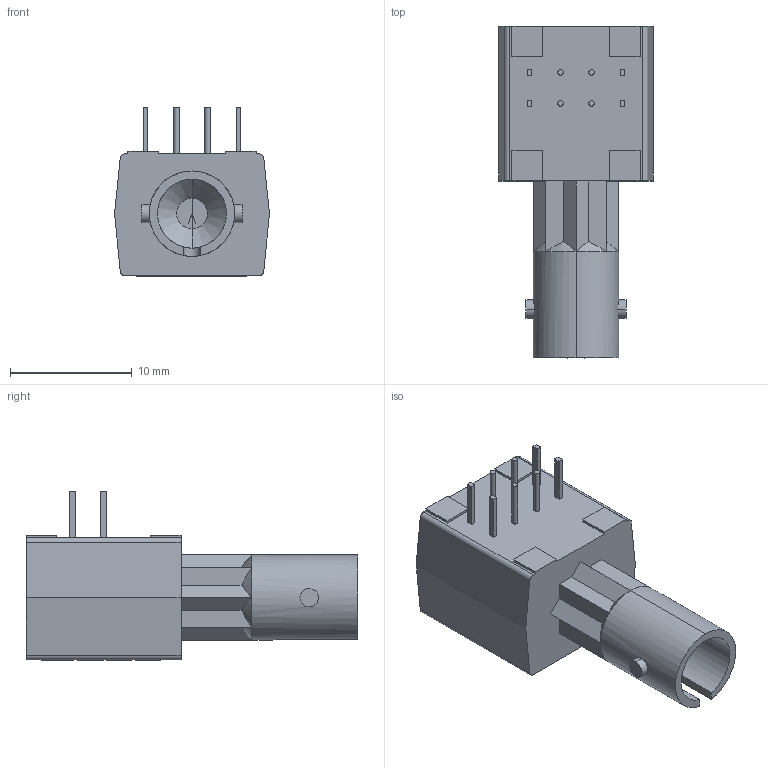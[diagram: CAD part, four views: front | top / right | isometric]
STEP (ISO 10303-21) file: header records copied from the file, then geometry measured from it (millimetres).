
FILE_DESCRIPTION (( 'STEP AP214' ), '1' );
FILE_NAME ('User Library-HFBR-X41X.STEP', '2021-08-09T09:50:49', ( '' ), ( '' ), 'SwSTEP 2.0', 'SolidWorks 2021', '' );
FILE_SCHEMA (( 'AUTOMOTIVE_DESIGN' ));
Length unit declared in the file: millimetre
Products named in the file (5): HFBR-X41X Part1; HFBR-X41X Part2; HFBR-X41X Part4; HFBR-X41X Part3; User Library-HFBR-X41X
Assembly tree (10 placements, depth 2):
  User Library-HFBR-X41X
    HFBR-X41X Part1
    HFBR-X41X Part2  x4
    HFBR-X41X Part3  x4
    HFBR-X41X Part4
Bounding box: 12.7 x 27.2 x 13.85 mm (x, y, z)
Volume: 1795.4 mm3; surface area: 1484.5 mm2
Topology: 43 solids, 43 shells, 511 faces, 1221 edges, 805 vertices
Faces by surface type: plane 391, bspline 77, cylinder 31, cone 12
Entity records: 22759 total; most frequent: CARTESIAN_POINT 6107, ORIENTED_EDGE 2330, DIRECTION 1879, EDGE_CURVE 1165, VECTOR 929, LINE 929, VERTEX_POINT 769, UNCERTAINTY_MEASURE_WITH_UNIT 527
